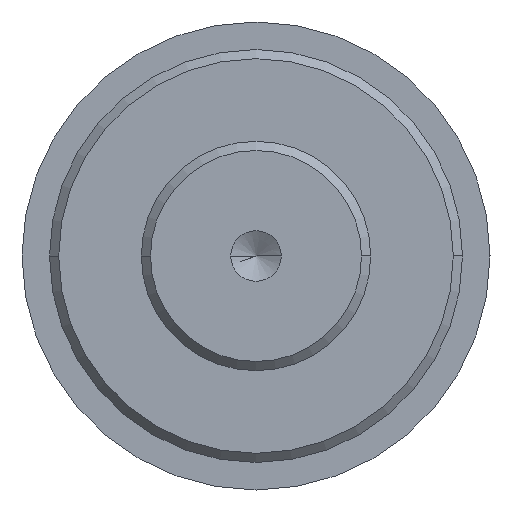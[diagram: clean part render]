
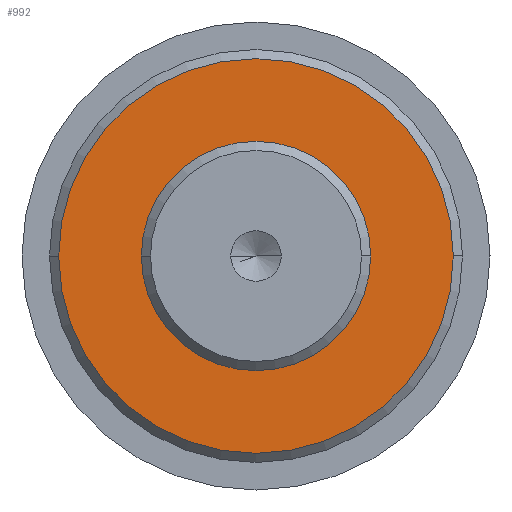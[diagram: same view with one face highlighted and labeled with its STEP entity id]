
A CAD part, left-side view. The second image highlights one B-rep face of the part: STEP entity #992.
In plain terms, the highlighted face is planar.
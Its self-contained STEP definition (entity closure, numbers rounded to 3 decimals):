
#7 = EDGE_CURVE ( 'NONE', #244, #277, #16, .T. ) ;
#14 = DIRECTION ( 'NONE',  ( -1., 0.025, -0.01 ) ) ;
#16 = CIRCLE ( 'NONE', #1106, 12.5 ) ;
#47 = CIRCLE ( 'NONE', #487, 21.5 ) ;
#70 = FACE_BOUND ( 'NONE', #1062, .T. ) ;
#83 = FACE_OUTER_BOUND ( 'NONE', #1124, .T. ) ;
#111 = EDGE_CURVE ( 'NONE', #589, #224, #746, .T. ) ;
#115 = DIRECTION ( 'NONE',  ( -1., 0.025, -0.01 ) ) ;
#149 = CARTESIAN_POINT ( 'NONE',  ( 91.4, -32.082, 44.722 ) ) ;
#224 = VERTEX_POINT ( 'NONE', #1194 ) ;
#227 = DIRECTION ( 'NONE',  ( -1., 0.025, -0.01 ) ) ;
#244 = VERTEX_POINT ( 'NONE', #416 ) ;
#277 = VERTEX_POINT ( 'NONE', #149 ) ;
#282 = CARTESIAN_POINT ( 'NONE',  ( 90.542, -66.071, 44.722 ) ) ;
#296 = CARTESIAN_POINT ( 'NONE',  ( 91.084, -44.578, 44.722 ) ) ;
#306 = CARTESIAN_POINT ( 'NONE',  ( 91.084, -44.578, 44.722 ) ) ;
#318 = CARTESIAN_POINT ( 'NONE',  ( 91.084, -44.578, 44.722 ) ) ;
#354 = CARTESIAN_POINT ( 'NONE',  ( 91.084, -44.578, 44.722 ) ) ;
#399 = AXIS2_PLACEMENT_3D ( 'NONE', #296, #14, #698 ) ;
#416 = CARTESIAN_POINT ( 'NONE',  ( 90.769, -57.074, 44.722 ) ) ;
#418 = ORIENTED_EDGE ( 'NONE', *, *, #436, .F. ) ;
#431 = AXIS2_PLACEMENT_3D ( 'NONE', #354, #936, #808 ) ;
#436 = EDGE_CURVE ( 'NONE', #277, #244, #865, .T. ) ;
#487 = AXIS2_PLACEMENT_3D ( 'NONE', #318, #227, #611 ) ;
#569 = ORIENTED_EDGE ( 'NONE', *, *, #1032, .T. ) ;
#589 = VERTEX_POINT ( 'NONE', #282 ) ;
#611 = DIRECTION ( 'NONE',  ( 0.025, 1., 0. ) ) ;
#623 = AXIS2_PLACEMENT_3D ( 'NONE', #1167, #887, #795 ) ;
#669 = ORIENTED_EDGE ( 'NONE', *, *, #7, .F. ) ;
#698 = DIRECTION ( 'NONE',  ( 0.025, 1., 0. ) ) ;
#746 = CIRCLE ( 'NONE', #399, 21.5 ) ;
#795 = DIRECTION ( 'NONE',  ( 0.025, 1., 0. ) ) ;
#808 = DIRECTION ( 'NONE',  ( 0.025, 1., 0. ) ) ;
#828 = PLANE ( 'NONE',  #431 ) ;
#865 = CIRCLE ( 'NONE', #623, 12.5 ) ;
#887 = DIRECTION ( 'NONE',  ( -1., 0.025, -0.01 ) ) ;
#936 = DIRECTION ( 'NONE',  ( 1., -0.025, 0.01 ) ) ;
#982 = DIRECTION ( 'NONE',  ( 0.025, 1., 0. ) ) ;
#992 = ADVANCED_FACE ( 'NONE', ( #83, #70 ), #828, .F. ) ;
#1032 = EDGE_CURVE ( 'NONE', #224, #589, #47, .T. ) ;
#1062 = EDGE_LOOP ( 'NONE', ( #669, #418 ) ) ;
#1106 = AXIS2_PLACEMENT_3D ( 'NONE', #306, #115, #982 ) ;
#1124 = EDGE_LOOP ( 'NONE', ( #569, #1223 ) ) ;
#1167 = CARTESIAN_POINT ( 'NONE',  ( 91.084, -44.578, 44.722 ) ) ;
#1194 = CARTESIAN_POINT ( 'NONE',  ( 91.627, -23.085, 44.722 ) ) ;
#1223 = ORIENTED_EDGE ( 'NONE', *, *, #111, .T. ) ;
